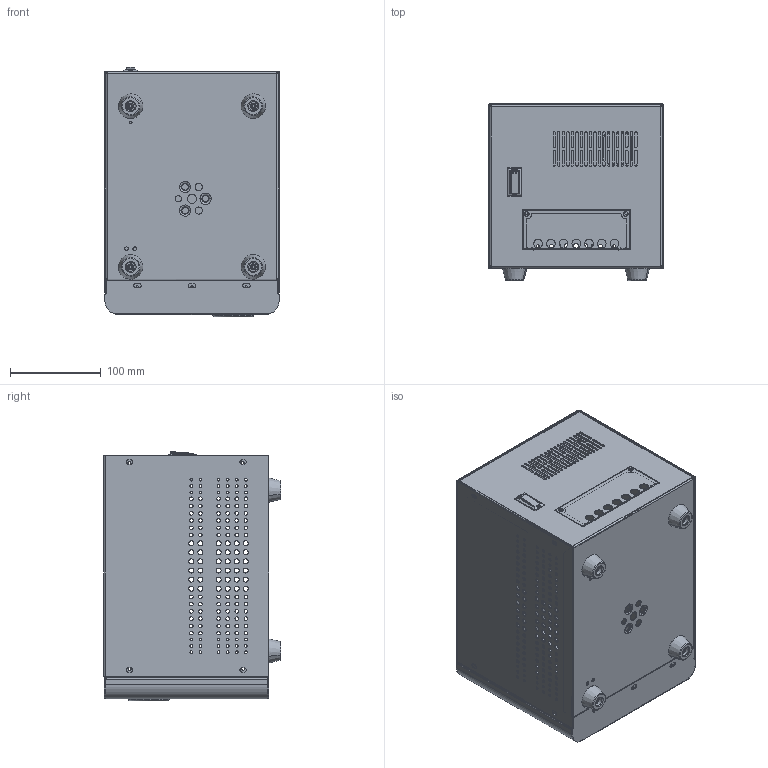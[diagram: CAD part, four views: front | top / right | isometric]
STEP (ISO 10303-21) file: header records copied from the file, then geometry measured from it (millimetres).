
FILE_DESCRIPTION(/* description */ (''),/* implementation_level */ '2;1');
FILE_NAME(/* name */ 'TND-2KVA三维图-202506.stp',/* time_stamp */ '2025-07-11T09:29:20+08:00',/* author */ (''),/* organization */ (''),/* preprocessor_version */ 'ST-DEVELOPER v20',/* originating_system */ 'SIEMENS PLM Software NX2312.1700',/* authorisation */ '');
FILE_SCHEMA (('AUTOMOTIVE_DESIGN { 1 0 10303 214 3 1 1 1 }'));
Length unit declared in the file: millimetre
Products named in the file (8): TND-3kVA端子盖; 船型过流开关; TND-2K盖子2025; TND-2KVA面板2025; 数显电压表2025; TND-2k底板; NCR-2k橡皮脚; TND-2KVA三维图-202505_step
Assembly tree (11 placements, depth 2):
  TND-2KVA三维图-202505_step
    NCR-2k橡皮脚  x4
    TND-2k底板
    数显电压表2025
    TND-2KVA面板2025
    TND-2K盖子2025
    船型过流开关  x2
    TND-3kVA端子盖
Bounding box: 192 x 195.74 x 274.66 mm (x, y, z)
Volume: 312226.7 mm3; surface area: 593738.9 mm2
Topology: 11 solids, 11 shells, 1729 faces, 4785 edges, 3120 vertices
Faces by surface type: cylinder 1017, plane 568, torus 68, extrusion 48, cone 22, bspline 5, sphere 1
Full cylindrical faces by diameter (mm): 3.4 x2, 5 x2
Entity records: 55478 total; most frequent: CARTESIAN_POINT 10230, DIRECTION 9191, ORIENTED_EDGE 8480, EDGE_CURVE 4240, AXIS2_PLACEMENT_3D 3544, VERTEX_POINT 2768, EDGE_LOOP 2416, VECTOR 2103
